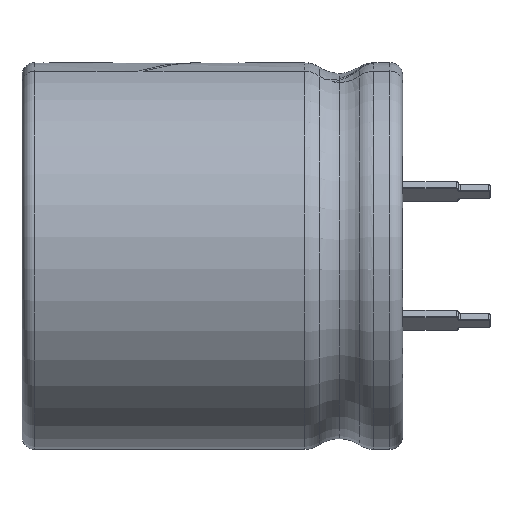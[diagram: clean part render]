
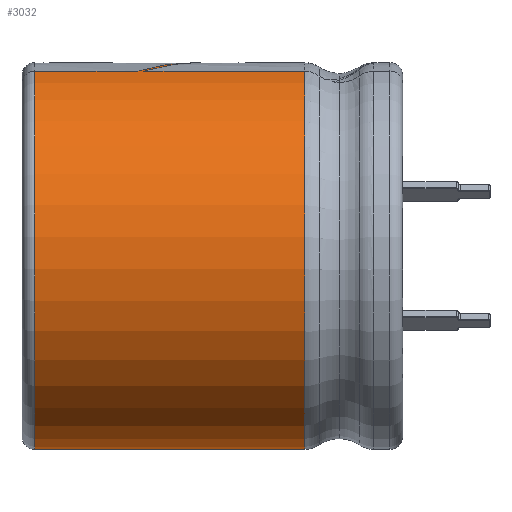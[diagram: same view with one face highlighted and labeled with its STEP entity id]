
A CAD part, left-side view. The second image highlights one B-rep face of the part: STEP entity #3032.
In plain terms, the highlighted cylindrical face has radius 15.24 mm (diameter 30.48 mm), a partial arc.
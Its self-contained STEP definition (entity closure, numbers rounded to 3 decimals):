
#23 = AXIS2_PLACEMENT_3D ( 'NONE', #353, #1459, #4945 ) ;
#80 = DIRECTION ( 'NONE',  ( 0., 0., 1. ) ) ;
#211 = VERTEX_POINT ( 'NONE', #2754 ) ;
#302 = DIRECTION ( 'NONE',  ( 0., 0., 1. ) ) ;
#343 = CARTESIAN_POINT ( 'NONE',  ( 0., 16.42, -15.24 ) ) ;
#347 = CARTESIAN_POINT ( 'NONE',  ( 0., 30., 0. ) ) ;
#353 = CARTESIAN_POINT ( 'NONE',  ( 0., 29., 0. ) ) ;
#379 = CARTESIAN_POINT ( 'NONE',  ( 1.528, 17.421, -15.24 ) ) ;
#560 = EDGE_CURVE ( 'NONE', #6120, #4738, #2789, .T. ) ;
#1021 = CARTESIAN_POINT ( 'NONE',  ( 0., 30., -15.24 ) ) ;
#1105 = EDGE_CURVE ( 'NONE', #211, #3487, #5194, .T. ) ;
#1221 = ORIENTED_EDGE ( 'NONE', *, *, #1105, .F. ) ;
#1449 = CARTESIAN_POINT ( 'NONE',  ( 4.5, 20.92, -14.56 ) ) ;
#1459 = DIRECTION ( 'NONE',  ( 0., 1., 0. ) ) ;
#1557 = ORIENTED_EDGE ( 'NONE', *, *, #2016, .F. ) ;
#1666 = LINE ( 'NONE', #3399, #7347 ) ;
#1778 = EDGE_CURVE ( 'NONE', #3487, #4938, #5047, .T. ) ;
#2016 = EDGE_CURVE ( 'NONE', #7242, #6251, #3238, .T. ) ;
#2194 = VERTEX_POINT ( 'NONE', #5178 ) ;
#2215 = EDGE_CURVE ( 'NONE', #211, #2194, #2304, .T. ) ;
#2304 = CIRCLE ( 'NONE', #6605, 15.24 ) ;
#2746 = AXIS2_PLACEMENT_3D ( 'NONE', #347, #6856, #302 ) ;
#2754 = CARTESIAN_POINT ( 'NONE',  ( 0., 7.713, 15.24 ) ) ;
#2789 =( BOUNDED_CURVE ( )  B_SPLINE_CURVE ( 3, ( #4942, #379, #5016, #7272 ),
 .UNSPECIFIED., .F., .F. ) 
 B_SPLINE_CURVE_WITH_KNOTS ( ( 4, 4 ),
 ( 4.712, 5.012 ),
 .UNSPECIFIED. ) 
 CURVE ( )  GEOMETRIC_REPRESENTATION_ITEM ( )  RATIONAL_B_SPLINE_CURVE ( ( 1., 0.993, 0.993, 1. ) ) 
 REPRESENTATION_ITEM ( '' )  );
#2938 = CARTESIAN_POINT ( 'NONE',  ( 4.5, 29., -14.56 ) ) ;
#2991 = VECTOR ( 'NONE', #6965, 1000. ) ;
#3032 = ADVANCED_FACE ( 'NONE', ( #7063 ), #4493, .T. ) ;
#3120 = ORIENTED_EDGE ( 'NONE', *, *, #6661, .F. ) ;
#3164 = EDGE_CURVE ( 'NONE', #6120, #6251, #5657, .T. ) ;
#3238 =( BOUNDED_CURVE ( )  B_SPLINE_CURVE ( 3, ( #1449, #3802, #6134, #343 ),
 .UNSPECIFIED., .F., .T. ) 
 B_SPLINE_CURVE_WITH_KNOTS ( ( 4, 4 ),
 ( 1.271, 1.571 ),
 .UNSPECIFIED. ) 
 CURVE ( )  GEOMETRIC_REPRESENTATION_ITEM ( )  RATIONAL_B_SPLINE_CURVE ( ( 1., 0.993, 0.993, 1. ) ) 
 REPRESENTATION_ITEM ( '' )  );
#3334 = DIRECTION ( 'NONE',  ( 0., 1., 0. ) ) ;
#3341 = VECTOR ( 'NONE', #4187, 1000. ) ;
#3399 = CARTESIAN_POINT ( 'NONE',  ( 4.5, 30., -14.56 ) ) ;
#3487 = VERTEX_POINT ( 'NONE', #5844 ) ;
#3802 = CARTESIAN_POINT ( 'NONE',  ( 3.04, 19.46, -15.012 ) ) ;
#4079 = CARTESIAN_POINT ( 'NONE',  ( 0., 16.42, -15.24 ) ) ;
#4187 = DIRECTION ( 'NONE',  ( 0., -1., 0. ) ) ;
#4493 = CYLINDRICAL_SURFACE ( 'NONE', #2746, 15.24 ) ;
#4647 = CARTESIAN_POINT ( 'NONE',  ( 0., 30., 15.24 ) ) ;
#4738 = VERTEX_POINT ( 'NONE', #6463 ) ;
#4752 = LINE ( 'NONE', #5299, #3341 ) ;
#4938 = VERTEX_POINT ( 'NONE', #2938 ) ;
#4942 = CARTESIAN_POINT ( 'NONE',  ( 0., 15.893, -15.24 ) ) ;
#4945 = DIRECTION ( 'NONE',  ( 0., 0., 1. ) ) ;
#4988 = EDGE_CURVE ( 'NONE', #4738, #2194, #1666, .T. ) ;
#5016 = CARTESIAN_POINT ( 'NONE',  ( 3.04, 18.932, -15.012 ) ) ;
#5047 = CIRCLE ( 'NONE', #23, 15.24 ) ;
#5178 = CARTESIAN_POINT ( 'NONE',  ( 4.5, 7.713, -14.56 ) ) ;
#5194 = LINE ( 'NONE', #4647, #2991 ) ;
#5299 = CARTESIAN_POINT ( 'NONE',  ( 4.5, 30., -14.56 ) ) ;
#5320 = CARTESIAN_POINT ( 'NONE',  ( 4.5, 20.92, -14.56 ) ) ;
#5336 = DIRECTION ( 'NONE',  ( 0., 1., 0. ) ) ;
#5594 = EDGE_LOOP ( 'NONE', ( #5869, #5736, #1557, #3120, #7091, #1221, #6008, #6333 ) ) ;
#5657 = LINE ( 'NONE', #1021, #6556 ) ;
#5736 = ORIENTED_EDGE ( 'NONE', *, *, #3164, .T. ) ;
#5844 = CARTESIAN_POINT ( 'NONE',  ( 0., 29., 15.24 ) ) ;
#5869 = ORIENTED_EDGE ( 'NONE', *, *, #560, .F. ) ;
#5896 = CARTESIAN_POINT ( 'NONE',  ( 0., 7.713, 0. ) ) ;
#6008 = ORIENTED_EDGE ( 'NONE', *, *, #2215, .T. ) ;
#6120 = VERTEX_POINT ( 'NONE', #7348 ) ;
#6134 = CARTESIAN_POINT ( 'NONE',  ( 1.528, 17.948, -15.24 ) ) ;
#6251 = VERTEX_POINT ( 'NONE', #4079 ) ;
#6333 = ORIENTED_EDGE ( 'NONE', *, *, #4988, .F. ) ;
#6367 = DIRECTION ( 'NONE',  ( 0., -1., 0. ) ) ;
#6463 = CARTESIAN_POINT ( 'NONE',  ( 4.5, 20.393, -14.56 ) ) ;
#6556 = VECTOR ( 'NONE', #3334, 1000. ) ;
#6605 = AXIS2_PLACEMENT_3D ( 'NONE', #5896, #5336, #80 ) ;
#6661 = EDGE_CURVE ( 'NONE', #4938, #7242, #4752, .T. ) ;
#6856 = DIRECTION ( 'NONE',  ( 0., 1., 0. ) ) ;
#6965 = DIRECTION ( 'NONE',  ( 0., 1., 0. ) ) ;
#7063 = FACE_OUTER_BOUND ( 'NONE', #5594, .T. ) ;
#7091 = ORIENTED_EDGE ( 'NONE', *, *, #1778, .F. ) ;
#7242 = VERTEX_POINT ( 'NONE', #5320 ) ;
#7272 = CARTESIAN_POINT ( 'NONE',  ( 4.5, 20.393, -14.56 ) ) ;
#7347 = VECTOR ( 'NONE', #6367, 1000. ) ;
#7348 = CARTESIAN_POINT ( 'NONE',  ( 0., 15.893, -15.24 ) ) ;
